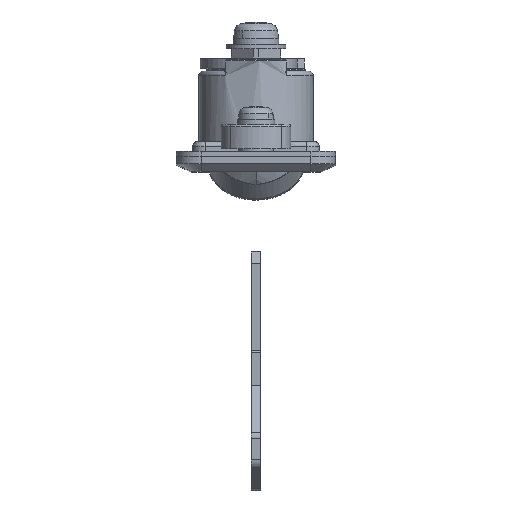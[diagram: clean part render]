
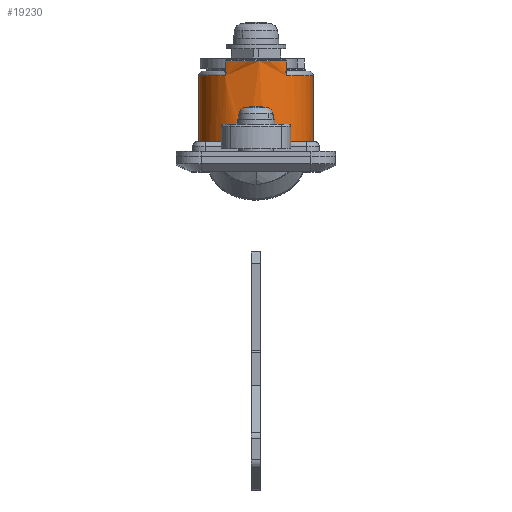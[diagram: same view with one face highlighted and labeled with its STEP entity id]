
A CAD part, top view. The second image highlights one B-rep face of the part: STEP entity #19230.
In plain terms, the highlighted free-form (B-spline) face has degree [1, 2] with [2, 5] control points.
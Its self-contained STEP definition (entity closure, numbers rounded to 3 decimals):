
#17139=CARTESIAN_POINT('',(3.,4.69,11.5));
#17140=VERTEX_POINT('',#17139);
#17141=CARTESIAN_POINT('',(2.,0.0,12.5));
#17142=VERTEX_POINT('',#17141);
#17143=CARTESIAN_POINT('',(3.,4.69,11.5));
#17144=CARTESIAN_POINT('',(3.,4.5,11.585));
#17145=CARTESIAN_POINT('',(2.989,4.31,11.664));
#17146=CARTESIAN_POINT('',(2.953,3.926,11.811));
#17147=CARTESIAN_POINT('',(2.928,3.734,11.879));
#17148=CARTESIAN_POINT('',(2.866,3.346,12.004));
#17149=CARTESIAN_POINT('',(2.83,3.152,12.062));
#17150=CARTESIAN_POINT('',(2.769,2.857,12.14));
#17151=CARTESIAN_POINT('',(2.748,2.759,12.165));
#17152=CARTESIAN_POINT('',(2.704,2.562,12.211));
#17153=CARTESIAN_POINT('',(2.681,2.464,12.233));
#17154=CARTESIAN_POINT('',(2.562,1.973,12.337));
#17155=CARTESIAN_POINT('',(2.456,1.58,12.398));
#17156=CARTESIAN_POINT('',(2.289,0.989,12.459));
#17157=CARTESIAN_POINT('',(2.232,0.792,12.474));
#17158=CARTESIAN_POINT('',(2.146,0.495,12.49));
#17159=CARTESIAN_POINT('',(2.102,0.347,12.496));
#17160=CARTESIAN_POINT('',(2.058,0.198,12.498));
#17161=CARTESIAN_POINT('',(2.029,0.099,12.5));
#17162=CARTESIAN_POINT('',(2.015,0.049,12.5));
#17163=CARTESIAN_POINT('',(2.,0.,12.5));
#17164=B_SPLINE_CURVE_WITH_KNOTS('',3,(#17143,#17144,#17145,#17146,#17147,#17148,#17149,#17150,#17151,#17152,#17153,#17154,#17155,#17156,#17157,#17158,#17159,#17160,#17161,#17162,#17163),.UNSPECIFIED.,.F.,.U.,(4,2,2,2,2,2,2,2,1,2,4),(0.0,0.125,0.25,0.375,0.438,0.5,0.75,0.875,0.938,0.969,1.0),.UNSPECIFIED.);
#17165=EDGE_CURVE('',#17140,#17142,#17164,.T.);
#17195=CARTESIAN_POINT('',(3.,-4.69,11.5));
#17196=VERTEX_POINT('',#17195);
#17197=CARTESIAN_POINT('',(2.,0.,12.5));
#17198=CARTESIAN_POINT('',(2.015,-0.049,12.5));
#17199=CARTESIAN_POINT('',(2.029,-0.099,12.5));
#17200=CARTESIAN_POINT('',(2.058,-0.198,12.498));
#17201=CARTESIAN_POINT('',(2.102,-0.347,12.496));
#17202=CARTESIAN_POINT('',(2.146,-0.495,12.49));
#17203=CARTESIAN_POINT('',(2.232,-0.792,12.474));
#17204=CARTESIAN_POINT('',(2.289,-0.989,12.459));
#17205=CARTESIAN_POINT('',(2.456,-1.58,12.398));
#17206=CARTESIAN_POINT('',(2.562,-1.973,12.337));
#17207=CARTESIAN_POINT('',(2.681,-2.464,12.233));
#17208=CARTESIAN_POINT('',(2.704,-2.562,12.211));
#17209=CARTESIAN_POINT('',(2.748,-2.759,12.165));
#17210=CARTESIAN_POINT('',(2.769,-2.857,12.14));
#17211=CARTESIAN_POINT('',(2.83,-3.152,12.062));
#17212=CARTESIAN_POINT('',(2.866,-3.346,12.004));
#17213=CARTESIAN_POINT('',(2.928,-3.734,11.879));
#17214=CARTESIAN_POINT('',(2.953,-3.926,11.811));
#17215=CARTESIAN_POINT('',(2.989,-4.31,11.664));
#17216=CARTESIAN_POINT('',(3.,-4.5,11.585));
#17217=CARTESIAN_POINT('',(3.,-4.69,11.5));
#17218=B_SPLINE_CURVE_WITH_KNOTS('',3,(#17197,#17198,#17199,#17200,#17201,#17202,#17203,#17204,#17205,#17206,#17207,#17208,#17209,#17210,#17211,#17212,#17213,#17214,#17215,#17216,#17217),.UNSPECIFIED.,.F.,.U.,(4,2,1,2,2,2,2,2,2,2,4),(0.0,0.031,0.063,0.125,0.25,0.5,0.562,0.625,0.75,0.875,1.0),.UNSPECIFIED.);
#17219=EDGE_CURVE('',#17142,#17196,#17218,.T.);
#18921=CARTESIAN_POINT('',(16.2,-11.5,1.0));
#18922=VERTEX_POINT('',#18921);
#18928=CARTESIAN_POINT('',(3.,-11.5,1.0));
#18929=VERTEX_POINT('',#18928);
#18930=CARTESIAN_POINT('',(16.2,-11.5,1.0));
#18931=CARTESIAN_POINT('',(3.,-11.5,1.0));
#18932=QUASI_UNIFORM_CURVE('',1,(#18930,#18931),.UNSPECIFIED.,.F.,.U.);
#18933=EDGE_CURVE('',#18922,#18929,#18932,.T.);
#19025=CARTESIAN_POINT('',(3.,11.5,1.0));
#19026=VERTEX_POINT('',#19025);
#19032=CARTESIAN_POINT('',(16.2,11.5,1.0));
#19033=VERTEX_POINT('',#19032);
#19034=CARTESIAN_POINT('',(16.2,11.5,1.0));
#19035=CARTESIAN_POINT('',(3.,11.5,1.0));
#19036=QUASI_UNIFORM_CURVE('',1,(#19034,#19035),.UNSPECIFIED.,.F.,.U.);
#19037=EDGE_CURVE('',#19033,#19026,#19036,.T.);
#19123=CARTESIAN_POINT('',(19.63,11.5,0.9));
#19124=CARTESIAN_POINT('',(1.559,11.5,0.9));
#19125=CARTESIAN_POINT('',(19.63,11.603,12.808));
#19126=CARTESIAN_POINT('',(1.559,11.603,12.808));
#19127=CARTESIAN_POINT('',(19.63,-0.301,12.496));
#19128=CARTESIAN_POINT('',(1.559,-0.301,12.496));
#19129=CARTESIAN_POINT('',(19.63,-12.206,12.184));
#19130=CARTESIAN_POINT('',(1.559,-12.206,12.184));
#19131=CARTESIAN_POINT('',(19.63,-11.479,0.298));
#19132=CARTESIAN_POINT('',(1.559,-11.479,0.298));
#19140=(BOUNDED_SURFACE()B_SPLINE_SURFACE(1,2,((#19123,#19125,#19127,#19129,#19131),(#19124,#19126,#19128,#19130,#19132)),.UNSPECIFIED.,.F.,.F.,.U.)B_SPLINE_SURFACE_WITH_KNOTS((2,2),(3,2,3),(0.0,18.071),(0.0,19.526,39.052),.UNSPECIFIED.)GEOMETRIC_REPRESENTATION_ITEM()RATIONAL_B_SPLINE_SURFACE(((1.0,0.695,1.0,0.695,1.0),(1.0,0.695,1.0,0.695,1.0)))REPRESENTATION_ITEM('')SURFACE());
#19141=CARTESIAN_POINT('',(3.,11.5,1.0));
#19142=CARTESIAN_POINT('',(3.,11.5,8.458));
#19143=CARTESIAN_POINT('',(3.,4.69,11.5));
#19151=(BOUNDED_CURVE()B_SPLINE_CURVE(2,(#19141,#19142,#19143),.UNSPECIFIED.,.F.,.U.)CURVE()GEOMETRIC_REPRESENTATION_ITEM()QUASI_UNIFORM_CURVE()RATIONAL_B_SPLINE_CURVE((1.0,0.839,1.0))REPRESENTATION_ITEM(''));
#19152=EDGE_CURVE('',#19026,#17140,#19151,.T.);
#19153=ORIENTED_EDGE('',*,*,#19152,.T.);
#19154=ORIENTED_EDGE('',*,*,#17165,.T.);
#19155=ORIENTED_EDGE('',*,*,#17219,.T.);
#19156=CARTESIAN_POINT('',(3.,-4.69,11.5));
#19157=CARTESIAN_POINT('',(3.,-11.5,8.458));
#19158=CARTESIAN_POINT('',(3.,-11.5,1.0));
#19166=(BOUNDED_CURVE()B_SPLINE_CURVE(2,(#19156,#19157,#19158),.UNSPECIFIED.,.F.,.U.)CURVE()GEOMETRIC_REPRESENTATION_ITEM()QUASI_UNIFORM_CURVE()RATIONAL_B_SPLINE_CURVE((1.0,0.839,1.0))REPRESENTATION_ITEM(''));
#19167=EDGE_CURVE('',#17196,#18929,#19166,.T.);
#19168=ORIENTED_EDGE('',*,*,#19167,.T.);
#19169=ORIENTED_EDGE('',*,*,#18933,.F.);
#19170=CARTESIAN_POINT('',(16.2,-6.178,10.7));
#19171=VERTEX_POINT('',#19170);
#19172=CARTESIAN_POINT('',(16.2,-11.5,1.0));
#19173=CARTESIAN_POINT('',(16.2,-11.5,7.31));
#19174=CARTESIAN_POINT('',(16.2,-6.178,10.7));
#19182=(BOUNDED_CURVE()B_SPLINE_CURVE(2,(#19172,#19173,#19174),.UNSPECIFIED.,.F.,.U.)CURVE()GEOMETRIC_REPRESENTATION_ITEM()QUASI_UNIFORM_CURVE()RATIONAL_B_SPLINE_CURVE((1.0,0.877,1.0))REPRESENTATION_ITEM(''));
#19183=EDGE_CURVE('',#18922,#19171,#19182,.T.);
#19184=ORIENTED_EDGE('',*,*,#19183,.T.);
#19185=CARTESIAN_POINT('',(19.2,-6.178,10.7));
#19186=VERTEX_POINT('',#19185);
#19187=CARTESIAN_POINT('',(19.2,-6.178,10.7));
#19188=CARTESIAN_POINT('',(16.2,-6.178,10.7));
#19189=QUASI_UNIFORM_CURVE('',1,(#19187,#19188),.UNSPECIFIED.,.F.,.U.);
#19190=EDGE_CURVE('',#19186,#19171,#19189,.T.);
#19191=ORIENTED_EDGE('',*,*,#19190,.F.);
#19192=CARTESIAN_POINT('',(19.2,6.178,10.7));
#19193=VERTEX_POINT('',#19192);
#19194=CARTESIAN_POINT('',(19.2,-6.178,10.7));
#19195=CARTESIAN_POINT('',(19.2,0.,14.634));
#19196=CARTESIAN_POINT('',(19.2,6.178,10.7));
#19204=(BOUNDED_CURVE()B_SPLINE_CURVE(2,(#19194,#19195,#19196),.UNSPECIFIED.,.F.,.U.)CURVE()GEOMETRIC_REPRESENTATION_ITEM()QUASI_UNIFORM_CURVE()RATIONAL_B_SPLINE_CURVE((1.0,0.843,1.0))REPRESENTATION_ITEM(''));
#19205=EDGE_CURVE('',#19186,#19193,#19204,.T.);
#19206=ORIENTED_EDGE('',*,*,#19205,.T.);
#19207=CARTESIAN_POINT('',(16.2,6.178,10.7));
#19208=VERTEX_POINT('',#19207);
#19209=CARTESIAN_POINT('',(19.2,6.178,10.7));
#19210=CARTESIAN_POINT('',(16.2,6.178,10.7));
#19211=QUASI_UNIFORM_CURVE('',1,(#19209,#19210),.UNSPECIFIED.,.F.,.U.);
#19212=EDGE_CURVE('',#19193,#19208,#19211,.T.);
#19213=ORIENTED_EDGE('',*,*,#19212,.T.);
#19214=CARTESIAN_POINT('',(16.2,6.178,10.7));
#19215=CARTESIAN_POINT('',(16.2,11.5,7.31));
#19216=CARTESIAN_POINT('',(16.2,11.5,1.0));
#19224=(BOUNDED_CURVE()B_SPLINE_CURVE(2,(#19214,#19215,#19216),.UNSPECIFIED.,.F.,.U.)CURVE()GEOMETRIC_REPRESENTATION_ITEM()QUASI_UNIFORM_CURVE()RATIONAL_B_SPLINE_CURVE((1.0,0.877,1.0))REPRESENTATION_ITEM(''));
#19225=EDGE_CURVE('',#19208,#19033,#19224,.T.);
#19226=ORIENTED_EDGE('',*,*,#19225,.T.);
#19227=ORIENTED_EDGE('',*,*,#19037,.T.);
#19228=EDGE_LOOP('',(#19153,#19154,#19155,#19168,#19169,#19184,#19191,#19206,#19213,#19226,#19227));
#19229=FACE_OUTER_BOUND('',#19228,.T.);
#19230=ADVANCED_FACE('',(#19229),#19140,.T.);
